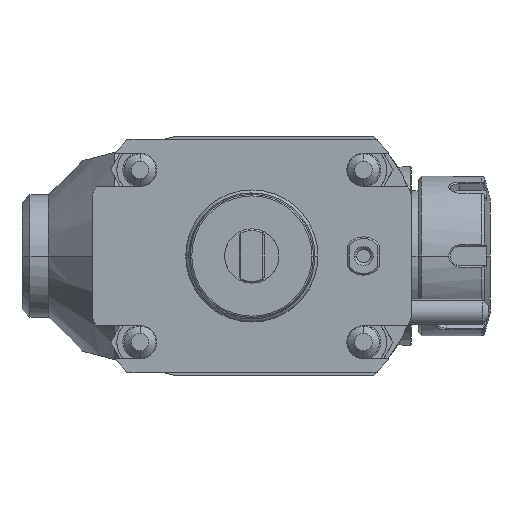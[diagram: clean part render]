
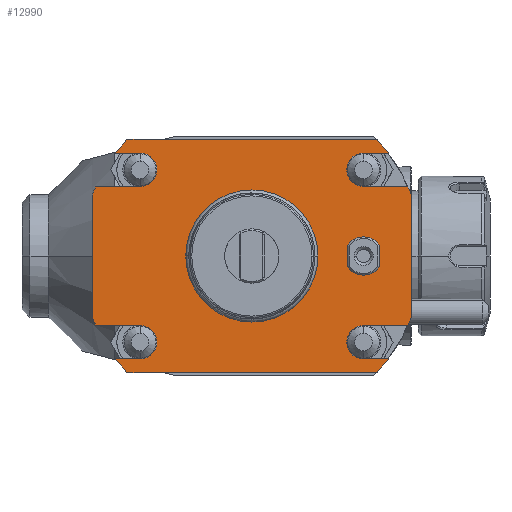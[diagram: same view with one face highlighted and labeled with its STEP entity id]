
A CAD part, front view. The second image highlights one B-rep face of the part: STEP entity #12990.
In plain terms, the highlighted planar face has unit normal (0, -1, 0).
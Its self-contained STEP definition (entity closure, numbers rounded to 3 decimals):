
#3978=DIRECTION('',(1.,0.,0.));
#3979=VECTOR('',#3978,7.687);
#3980=CARTESIAN_POINT('',(35.,0.,-32.25));
#3981=LINE('',#3980,#3979);
#3982=CARTESIAN_POINT('',(0.,0.,0.));
#3983=DIRECTION('',(0.,1.,0.));
#3984=DIRECTION('',(0.798,0.,-0.603));
#3985=AXIS2_PLACEMENT_3D('',#3982,#3983,#3984);
#3987=DIRECTION('',(-1.,0.,0.));
#3988=VECTOR('',#3987,78.23);
#3989=CARTESIAN_POINT('',(39.115,0.,-36.5));
#3990=LINE('',#3989,#3988);
#3991=CARTESIAN_POINT('',(0.,0.,0.));
#3992=DIRECTION('',(0.,1.,0.));
#3993=DIRECTION('',(-0.731,0.,-0.682));
#3994=AXIS2_PLACEMENT_3D('',#3991,#3992,#3993);
#3996=DIRECTION('',(1.,0.,0.));
#3997=VECTOR('',#3996,7.687);
#3998=CARTESIAN_POINT('',(-42.687,0.,-32.25));
#3999=LINE('',#3998,#3997);
#4000=CARTESIAN_POINT('',(-35.,0.,-27.));
#4001=DIRECTION('',(0.,-1.,0.));
#4002=DIRECTION('',(0.,0.,-1.));
#4003=AXIS2_PLACEMENT_3D('',#4000,#4001,#4002);
#4005=DIRECTION('',(-1.,0.,0.));
#4006=VECTOR('',#4005,13.879);
#4007=CARTESIAN_POINT('',(-35.,0.,-21.75));
#4008=LINE('',#4007,#4006);
#4009=CARTESIAN_POINT('',(0.,0.,0.));
#4010=DIRECTION('',(0.,1.,0.));
#4011=DIRECTION('',(-0.914,0.,-0.407));
#4012=AXIS2_PLACEMENT_3D('',#4009,#4010,#4011);
#4014=DIRECTION('',(0.,0.,1.));
#4015=VECTOR('',#4014,38.066);
#4016=CARTESIAN_POINT('',(-50.,0.,-19.033));
#4017=LINE('',#4016,#4015);
#4018=CARTESIAN_POINT('',(0.,0.,0.));
#4019=DIRECTION('',(0.,1.,0.));
#4020=DIRECTION('',(-0.935,0.,0.356));
#4021=AXIS2_PLACEMENT_3D('',#4018,#4019,#4020);
#4023=DIRECTION('',(1.,0.,0.));
#4024=VECTOR('',#4023,13.879);
#4025=CARTESIAN_POINT('',(-48.879,0.,21.75));
#4026=LINE('',#4025,#4024);
#4027=CARTESIAN_POINT('',(-35.,0.,27.));
#4028=DIRECTION('',(0.,-1.,0.));
#4029=DIRECTION('',(0.,0.,-1.));
#4030=AXIS2_PLACEMENT_3D('',#4027,#4028,#4029);
#4032=DIRECTION('',(-1.,0.,0.));
#4033=VECTOR('',#4032,7.687);
#4034=CARTESIAN_POINT('',(-35.,0.,32.25));
#4035=LINE('',#4034,#4033);
#4036=CARTESIAN_POINT('',(0.,0.,0.));
#4037=DIRECTION('',(0.,1.,0.));
#4038=DIRECTION('',(-0.798,0.,0.603));
#4039=AXIS2_PLACEMENT_3D('',#4036,#4037,#4038);
#4041=DIRECTION('',(1.,0.,0.));
#4042=VECTOR('',#4041,78.23);
#4043=CARTESIAN_POINT('',(-39.115,0.,36.5));
#4044=LINE('',#4043,#4042);
#4045=CARTESIAN_POINT('',(0.,0.,0.));
#4046=DIRECTION('',(0.,1.,0.));
#4047=DIRECTION('',(0.731,0.,0.682));
#4048=AXIS2_PLACEMENT_3D('',#4045,#4046,#4047);
#4050=DIRECTION('',(-1.,0.,0.));
#4051=VECTOR('',#4050,7.687);
#4052=CARTESIAN_POINT('',(42.687,0.,32.25));
#4053=LINE('',#4052,#4051);
#4054=CARTESIAN_POINT('',(35.,0.,27.));
#4055=DIRECTION('',(0.,-1.,0.));
#4056=DIRECTION('',(0.,0.,1.));
#4057=AXIS2_PLACEMENT_3D('',#4054,#4055,#4056);
#4059=DIRECTION('',(1.,0.,0.));
#4060=VECTOR('',#4059,13.879);
#4061=CARTESIAN_POINT('',(35.,0.,21.75));
#4062=LINE('',#4061,#4060);
#4063=CARTESIAN_POINT('',(0.,0.,0.));
#4064=DIRECTION('',(0.,1.,0.));
#4065=DIRECTION('',(0.914,0.,0.407));
#4066=AXIS2_PLACEMENT_3D('',#4063,#4064,#4065);
#4068=DIRECTION('',(0.,0.,-1.));
#4069=VECTOR('',#4068,38.066);
#4070=CARTESIAN_POINT('',(50.,0.,19.033));
#4071=LINE('',#4070,#4069);
#4072=CARTESIAN_POINT('',(0.,0.,0.));
#4073=DIRECTION('',(0.,1.,0.));
#4074=DIRECTION('',(0.935,0.,-0.356));
#4075=AXIS2_PLACEMENT_3D('',#4072,#4073,#4074);
#4077=DIRECTION('',(-1.,0.,0.));
#4078=VECTOR('',#4077,13.879);
#4079=CARTESIAN_POINT('',(48.879,0.,-21.75));
#4080=LINE('',#4079,#4078);
#4081=CARTESIAN_POINT('',(35.,0.,-27.));
#4082=DIRECTION('',(0.,-1.,0.));
#4083=DIRECTION('',(0.,0.,1.));
#4084=AXIS2_PLACEMENT_3D('',#4081,#4082,#4083);
#5543=CARTESIAN_POINT('',(35.,0.,0.));
#5544=DIRECTION('',(0.,-1.,0.));
#5545=DIRECTION('',(-0.833,0.,-0.553));
#5546=AXIS2_PLACEMENT_3D('',#5543,#5544,#5545);
#5561=DIRECTION('',(0.,0.,-1.));
#5562=VECTOR('',#5561,6.633);
#5563=CARTESIAN_POINT('',(30.,0.,3.317));
#5564=LINE('',#5563,#5562);
#5569=CARTESIAN_POINT('',(35.,0.,0.));
#5570=DIRECTION('',(0.,-1.,0.));
#5571=DIRECTION('',(0.833,0.,0.553));
#5572=AXIS2_PLACEMENT_3D('',#5569,#5570,#5571);
#5587=DIRECTION('',(0.,0.,-1.));
#5588=VECTOR('',#5587,6.633);
#5589=CARTESIAN_POINT('',(40.,0.,3.317));
#5590=LINE('',#5589,#5588);
#5687=CARTESIAN_POINT('',(0.,0.,0.));
#5688=DIRECTION('',(0.,1.,0.));
#5689=DIRECTION('',(1.,0.,0.));
#5690=AXIS2_PLACEMENT_3D('',#5687,#5688,#5689);
#5692=CARTESIAN_POINT('',(0.,0.,0.));
#5693=DIRECTION('',(0.,1.,0.));
#5694=DIRECTION('',(-1.,0.,0.));
#5695=AXIS2_PLACEMENT_3D('',#5692,#5693,#5694);
#8139=CARTESIAN_POINT('',(35.,0.,32.25));
#8140=CARTESIAN_POINT('',(35.,0.,21.75));
#8141=VERTEX_POINT('',#8139);
#8142=VERTEX_POINT('',#8140);
#8147=CARTESIAN_POINT('',(35.,0.,-21.75));
#8148=CARTESIAN_POINT('',(35.,0.,-32.25));
#8149=VERTEX_POINT('',#8147);
#8150=VERTEX_POINT('',#8148);
#8155=CARTESIAN_POINT('',(-35.,0.,21.75));
#8156=CARTESIAN_POINT('',(-35.,0.,32.25));
#8157=VERTEX_POINT('',#8155);
#8158=VERTEX_POINT('',#8156);
#8163=CARTESIAN_POINT('',(-35.,0.,-32.25));
#8164=CARTESIAN_POINT('',(-35.,0.,-21.75));
#8165=VERTEX_POINT('',#8163);
#8166=VERTEX_POINT('',#8164);
#8951=CARTESIAN_POINT('',(-48.879,0.,-21.75));
#8952=CARTESIAN_POINT('',(-50.,0.,-19.033));
#8953=VERTEX_POINT('',#8951);
#8954=VERTEX_POINT('',#8952);
#8955=CARTESIAN_POINT('',(-50.,0.,19.033));
#8956=CARTESIAN_POINT('',(-48.879,0.,21.75));
#8957=VERTEX_POINT('',#8955);
#8958=VERTEX_POINT('',#8956);
#8959=CARTESIAN_POINT('',(-42.687,0.,32.25));
#8960=CARTESIAN_POINT('',(-39.115,0.,36.5));
#8961=VERTEX_POINT('',#8959);
#8962=VERTEX_POINT('',#8960);
#8963=CARTESIAN_POINT('',(39.115,0.,36.5));
#8964=CARTESIAN_POINT('',(42.687,0.,32.25));
#8965=VERTEX_POINT('',#8963);
#8966=VERTEX_POINT('',#8964);
#8967=CARTESIAN_POINT('',(48.879,0.,21.75));
#8968=CARTESIAN_POINT('',(50.,0.,19.033));
#8969=VERTEX_POINT('',#8967);
#8970=VERTEX_POINT('',#8968);
#8971=CARTESIAN_POINT('',(50.,0.,-19.033));
#8972=CARTESIAN_POINT('',(48.879,0.,-21.75));
#8973=VERTEX_POINT('',#8971);
#8974=VERTEX_POINT('',#8972);
#8975=CARTESIAN_POINT('',(42.687,0.,-32.25));
#8976=CARTESIAN_POINT('',(39.115,0.,-36.5));
#8977=VERTEX_POINT('',#8975);
#8978=VERTEX_POINT('',#8976);
#8979=CARTESIAN_POINT('',(-39.115,0.,-36.5));
#8980=CARTESIAN_POINT('',(-42.687,0.,-32.25));
#8981=VERTEX_POINT('',#8979);
#8982=VERTEX_POINT('',#8980);
#9004=CARTESIAN_POINT('',(19.853,0.,0.));
#9005=CARTESIAN_POINT('',(-19.853,0.,0.));
#9006=VERTEX_POINT('',#9004);
#9007=VERTEX_POINT('',#9005);
#9012=CARTESIAN_POINT('',(30.,0.,-3.317));
#9013=CARTESIAN_POINT('',(40.,0.,-3.317));
#9014=VERTEX_POINT('',#9012);
#9015=VERTEX_POINT('',#9013);
#9016=CARTESIAN_POINT('',(40.,0.,3.317));
#9017=CARTESIAN_POINT('',(30.,0.,3.317));
#9018=VERTEX_POINT('',#9016);
#9019=VERTEX_POINT('',#9017);
#12924=CARTESIAN_POINT('',(0.,0.,0.));
#12925=DIRECTION('',(0.,-1.,0.));
#12926=DIRECTION('',(-1.,0.,0.));
#12927=AXIS2_PLACEMENT_3D('',#12924,#12925,#12926);
#12928=PLANE('',#12927);
#12930=ORIENTED_EDGE('',*,*,#12929,.T.);
#12932=ORIENTED_EDGE('',*,*,#12931,.T.);
#12934=ORIENTED_EDGE('',*,*,#12933,.T.);
#12936=ORIENTED_EDGE('',*,*,#12935,.T.);
#12938=ORIENTED_EDGE('',*,*,#12937,.T.);
#12940=ORIENTED_EDGE('',*,*,#12939,.T.);
#12942=ORIENTED_EDGE('',*,*,#12941,.T.);
#12944=ORIENTED_EDGE('',*,*,#12943,.T.);
#12946=ORIENTED_EDGE('',*,*,#12945,.T.);
#12948=ORIENTED_EDGE('',*,*,#12947,.T.);
#12950=ORIENTED_EDGE('',*,*,#12949,.T.);
#12952=ORIENTED_EDGE('',*,*,#12951,.T.);
#12953=ORIENTED_EDGE('',*,*,#12844,.T.);
#12954=ORIENTED_EDGE('',*,*,#12862,.T.);
#12955=ORIENTED_EDGE('',*,*,#12876,.T.);
#12956=ORIENTED_EDGE('',*,*,#12897,.T.);
#12957=ORIENTED_EDGE('',*,*,#12910,.T.);
#12959=ORIENTED_EDGE('',*,*,#12958,.T.);
#12961=ORIENTED_EDGE('',*,*,#12960,.T.);
#12963=ORIENTED_EDGE('',*,*,#12962,.T.);
#12965=ORIENTED_EDGE('',*,*,#12964,.T.);
#12967=ORIENTED_EDGE('',*,*,#12966,.T.);
#12969=ORIENTED_EDGE('',*,*,#12968,.T.);
#12971=ORIENTED_EDGE('',*,*,#12970,.T.);
#12972=EDGE_LOOP('',(#12930,#12932,#12934,#12936,#12938,#12940,#12942,#12944,
#12946,#12948,#12950,#12952,#12953,#12954,#12955,#12956,#12957,#12959,#12961,
#12963,#12965,#12967,#12969,#12971));
#12973=FACE_OUTER_BOUND('',#12972,.F.);
#12975=ORIENTED_EDGE('',*,*,#12974,.T.);
#12977=ORIENTED_EDGE('',*,*,#12976,.F.);
#12979=ORIENTED_EDGE('',*,*,#12978,.T.);
#12981=ORIENTED_EDGE('',*,*,#12980,.T.);
#12982=EDGE_LOOP('',(#12975,#12977,#12979,#12981));
#12983=FACE_BOUND('',#12982,.F.);
#12985=ORIENTED_EDGE('',*,*,#12984,.F.);
#12987=ORIENTED_EDGE('',*,*,#12986,.F.);
#12988=EDGE_LOOP('',(#12985,#12987));
#12989=FACE_BOUND('',#12988,.F.);
#3986=CIRCLE('',#3985,53.5);
#3995=CIRCLE('',#3994,53.5);
#4004=CIRCLE('',#4003,5.25);
#4013=CIRCLE('',#4012,53.5);
#4022=CIRCLE('',#4021,53.5);
#4031=CIRCLE('',#4030,5.25);
#4040=CIRCLE('',#4039,53.5);
#4049=CIRCLE('',#4048,53.5);
#4058=CIRCLE('',#4057,5.25);
#4067=CIRCLE('',#4066,53.5);
#4076=CIRCLE('',#4075,53.5);
#4085=CIRCLE('',#4084,5.25);
#5547=CIRCLE('',#5546,6.);
#5573=CIRCLE('',#5572,6.);
#5691=CIRCLE('',#5690,19.853);
#5696=CIRCLE('',#5695,19.853);
#12844=EDGE_CURVE('',#8158,#8961,#4035,.T.);
#12862=EDGE_CURVE('',#8961,#8962,#4040,.T.);
#12876=EDGE_CURVE('',#8962,#8965,#4044,.T.);
#12897=EDGE_CURVE('',#8965,#8966,#4049,.T.);
#12910=EDGE_CURVE('',#8966,#8141,#4053,.T.);
#12929=EDGE_CURVE('',#8150,#8977,#3981,.T.);
#12931=EDGE_CURVE('',#8977,#8978,#3986,.T.);
#12933=EDGE_CURVE('',#8978,#8981,#3990,.T.);
#12935=EDGE_CURVE('',#8981,#8982,#3995,.T.);
#12937=EDGE_CURVE('',#8982,#8165,#3999,.T.);
#12939=EDGE_CURVE('',#8165,#8166,#4004,.T.);
#12941=EDGE_CURVE('',#8166,#8953,#4008,.T.);
#12943=EDGE_CURVE('',#8953,#8954,#4013,.T.);
#12945=EDGE_CURVE('',#8954,#8957,#4017,.T.);
#12947=EDGE_CURVE('',#8957,#8958,#4022,.T.);
#12949=EDGE_CURVE('',#8958,#8157,#4026,.T.);
#12951=EDGE_CURVE('',#8157,#8158,#4031,.T.);
#12958=EDGE_CURVE('',#8141,#8142,#4058,.T.);
#12960=EDGE_CURVE('',#8142,#8969,#4062,.T.);
#12962=EDGE_CURVE('',#8969,#8970,#4067,.T.);
#12964=EDGE_CURVE('',#8970,#8973,#4071,.T.);
#12966=EDGE_CURVE('',#8973,#8974,#4076,.T.);
#12968=EDGE_CURVE('',#8974,#8149,#4080,.T.);
#12970=EDGE_CURVE('',#8149,#8150,#4085,.T.);
#12974=EDGE_CURVE('',#9014,#9015,#5547,.T.);
#12976=EDGE_CURVE('',#9018,#9015,#5590,.T.);
#12978=EDGE_CURVE('',#9018,#9019,#5573,.T.);
#12980=EDGE_CURVE('',#9019,#9014,#5564,.T.);
#12984=EDGE_CURVE('',#9006,#9007,#5691,.T.);
#12986=EDGE_CURVE('',#9007,#9006,#5696,.T.);
#12990=ADVANCED_FACE('',(#12973,#12983,#12989),#12928,.T.);
